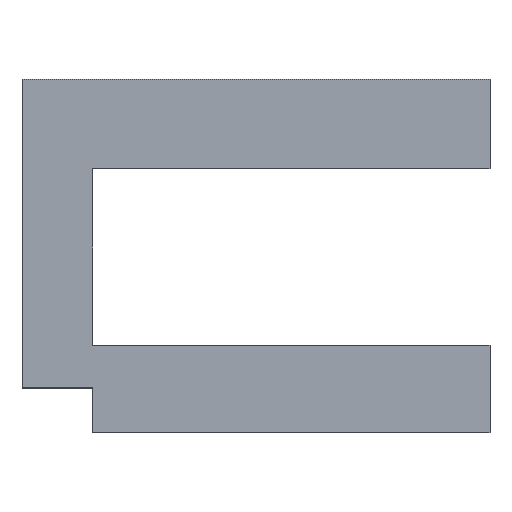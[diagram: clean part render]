
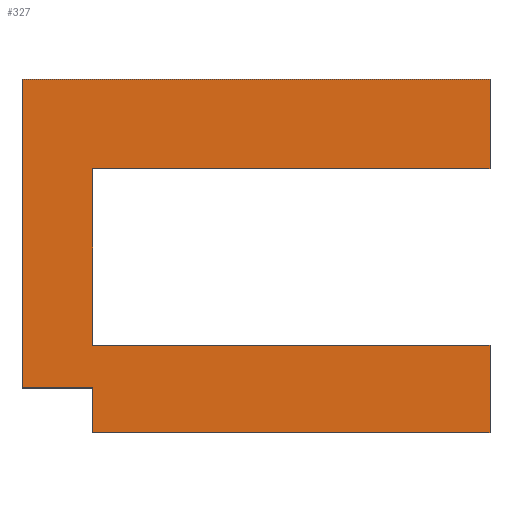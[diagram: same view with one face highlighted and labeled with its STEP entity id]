
A CAD part, left-side view. The second image highlights one B-rep face of the part: STEP entity #327.
In plain terms, the highlighted planar face has unit normal (-1, 0, 0).
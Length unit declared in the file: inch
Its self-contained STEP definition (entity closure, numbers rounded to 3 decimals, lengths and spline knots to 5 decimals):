
#27=FACE_OUTER_BOUND('',#44,.T.);
#44=EDGE_LOOP('',(#270,#271,#272,#273,#274,#275,#276,#277,#278,#279));
#54=LINE('',#456,#98);
#77=LINE('',#502,#121);
#79=LINE('',#506,#123);
#81=LINE('',#510,#125);
#83=LINE('',#514,#127);
#85=LINE('',#518,#129);
#86=LINE('',#522,#130);
#87=LINE('',#524,#131);
#88=LINE('',#525,#132);
#89=LINE('',#526,#133);
#98=VECTOR('',#372,0.3937);
#121=VECTOR('',#409,0.3937);
#123=VECTOR('',#413,0.3937);
#125=VECTOR('',#417,0.3937);
#127=VECTOR('',#421,0.3937);
#129=VECTOR('',#425,0.3937);
#130=VECTOR('',#428,0.3937);
#131=VECTOR('',#429,0.3937);
#132=VECTOR('',#430,0.3937);
#133=VECTOR('',#431,0.3937);
#137=VERTEX_POINT('',#445);
#142=VERTEX_POINT('',#454);
#158=VERTEX_POINT('',#500);
#159=VERTEX_POINT('',#504);
#160=VERTEX_POINT('',#508);
#161=VERTEX_POINT('',#512);
#162=VERTEX_POINT('',#516);
#163=VERTEX_POINT('',#520);
#164=VERTEX_POINT('',#521);
#165=VERTEX_POINT('',#523);
#171=EDGE_CURVE('',#142,#137,#54,.T.);
#194=EDGE_CURVE('',#158,#142,#77,.T.);
#196=EDGE_CURVE('',#159,#158,#79,.T.);
#198=EDGE_CURVE('',#160,#159,#81,.T.);
#200=EDGE_CURVE('',#161,#160,#83,.T.);
#202=EDGE_CURVE('',#162,#161,#85,.T.);
#203=EDGE_CURVE('',#163,#164,#86,.T.);
#204=EDGE_CURVE('',#165,#163,#87,.T.);
#205=EDGE_CURVE('',#137,#165,#88,.T.);
#206=EDGE_CURVE('',#164,#162,#89,.T.);
#270=ORIENTED_EDGE('',*,*,#203,.F.);
#271=ORIENTED_EDGE('',*,*,#204,.F.);
#272=ORIENTED_EDGE('',*,*,#205,.F.);
#273=ORIENTED_EDGE('',*,*,#171,.F.);
#274=ORIENTED_EDGE('',*,*,#194,.F.);
#275=ORIENTED_EDGE('',*,*,#196,.F.);
#276=ORIENTED_EDGE('',*,*,#198,.F.);
#277=ORIENTED_EDGE('',*,*,#200,.F.);
#278=ORIENTED_EDGE('',*,*,#202,.F.);
#279=ORIENTED_EDGE('',*,*,#206,.F.);
#310=PLANE('',#358);
#327=ADVANCED_FACE('',(#27),#310,.F.);
#358=AXIS2_PLACEMENT_3D('',#519,#426,#427);
#372=DIRECTION('',(0.,0.,-1.));
#409=DIRECTION('',(0.,-1.,0.));
#413=DIRECTION('',(0.,0.,1.));
#417=DIRECTION('',(0.,1.,0.));
#421=DIRECTION('',(0.,0.,1.));
#425=DIRECTION('',(0.,1.,0.));
#426=DIRECTION('center_axis',(1.,0.,0.));
#427=DIRECTION('ref_axis',(0.,0.,-1.));
#428=DIRECTION('',(0.,-1.,0.));
#429=DIRECTION('',(0.,0.,-1.));
#430=DIRECTION('',(0.,1.,0.));
#431=DIRECTION('',(0.,0.,-1.));
#445=CARTESIAN_POINT('',(0.8,2.8,-1.51152));
#454=CARTESIAN_POINT('',(0.8,2.8,-0.5));
#456=CARTESIAN_POINT('',(0.8,2.8,-2.24636));
#500=CARTESIAN_POINT('',(0.8,8.1,-0.5));
#502=CARTESIAN_POINT('',(0.8,7.8,-0.5));
#504=CARTESIAN_POINT('',(0.8,8.1,-3.99272));
#506=CARTESIAN_POINT('',(0.8,8.1,-3.11954));
#508=CARTESIAN_POINT('',(0.8,7.3,-3.99272));
#510=CARTESIAN_POINT('',(0.8,7.8,-3.99272));
#512=CARTESIAN_POINT('',(0.8,7.3,-4.5));
#514=CARTESIAN_POINT('',(0.8,7.3,-4.24636));
#516=CARTESIAN_POINT('',(0.8,2.8,-4.5));
#518=CARTESIAN_POINT('',(0.8,5.3,-4.5));
#519=CARTESIAN_POINT('Origin',(0.8,7.8,-3.99272));
#520=CARTESIAN_POINT('',(0.8,7.3,-3.5119));
#521=CARTESIAN_POINT('',(0.8,2.8,-3.5119));
#522=CARTESIAN_POINT('',(0.8,7.55,-3.5119));
#523=CARTESIAN_POINT('',(0.8,7.3,-1.51152));
#524=CARTESIAN_POINT('',(0.8,7.3,-2.75212));
#525=CARTESIAN_POINT('',(0.8,5.3,-1.51152));
#526=CARTESIAN_POINT('',(0.8,2.8,-2.24636));
